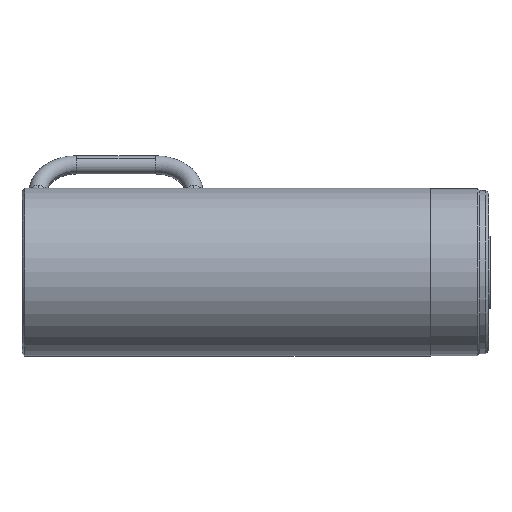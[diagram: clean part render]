
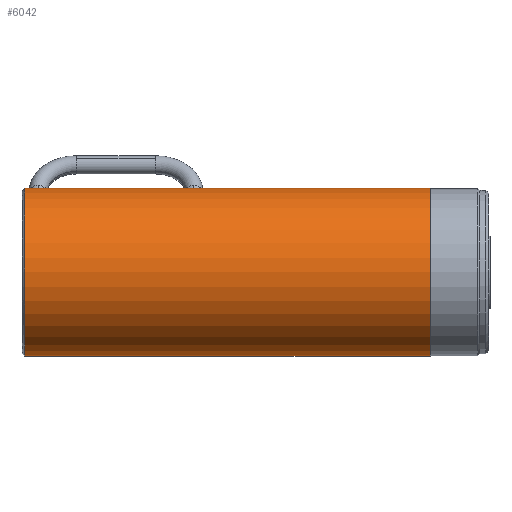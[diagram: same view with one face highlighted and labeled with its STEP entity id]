
A CAD part, front view. The second image highlights one B-rep face of the part: STEP entity #6042.
In plain terms, the highlighted cylindrical face has radius 57.5 mm (diameter 115 mm), a partial arc.
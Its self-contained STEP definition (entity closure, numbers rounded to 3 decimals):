
#271 = LINE ( 'NONE', #9247, #9084 ) ;
#832 = ORIENTED_EDGE ( 'NONE', *, *, #10318, .F. ) ;
#1034 = DIRECTION ( 'NONE',  ( -1., 0., 0. ) ) ;
#1114 = VERTEX_POINT ( 'NONE', #5946 ) ;
#1373 = DIRECTION ( 'NONE',  ( -1., 0., 0. ) ) ;
#1387 = ORIENTED_EDGE ( 'NONE', *, *, #7042, .T. ) ;
#2831 = DIRECTION ( 'NONE',  ( -1., 0., 0. ) ) ;
#2855 = ORIENTED_EDGE ( 'NONE', *, *, #7471, .F. ) ;
#3368 = FACE_OUTER_BOUND ( 'NONE', #4354, .T. ) ;
#3394 = DIRECTION ( 'NONE',  ( -1., 0., 0. ) ) ;
#3688 = CARTESIAN_POINT ( 'NONE',  ( 0., 0., 0. ) ) ;
#4095 = CARTESIAN_POINT ( 'NONE',  ( 279., 0., -57.5 ) ) ;
#4354 = EDGE_LOOP ( 'NONE', ( #832, #1387, #8217, #2855 ) ) ;
#4375 = VECTOR ( 'NONE', #1034, 1000. ) ;
#4616 = VERTEX_POINT ( 'NONE', #4095 ) ;
#4890 = CARTESIAN_POINT ( 'NONE',  ( 279., 0., 57.5 ) ) ;
#4902 = LINE ( 'NONE', #8719, #4375 ) ;
#5609 = VERTEX_POINT ( 'NONE', #7355 ) ;
#5946 = CARTESIAN_POINT ( 'NONE',  ( 2., 0., 57.5 ) ) ;
#6015 = DIRECTION ( 'NONE',  ( -1., 0., 0. ) ) ;
#6042 = ADVANCED_FACE ( 'NONE', ( #3368 ), #7650, .T. ) ;
#6505 = CARTESIAN_POINT ( 'NONE',  ( 2., 0., 0. ) ) ;
#7042 = EDGE_CURVE ( 'NONE', #4616, #10233, #8413, .T. ) ;
#7355 = CARTESIAN_POINT ( 'NONE',  ( 2., 0., -57.5 ) ) ;
#7361 = CIRCLE ( 'NONE', #8129, 57.5 ) ;
#7375 = DIRECTION ( 'NONE',  ( 0., 0., 1. ) ) ;
#7471 = EDGE_CURVE ( 'NONE', #5609, #1114, #7361, .T. ) ;
#7650 = CYLINDRICAL_SURFACE ( 'NONE', #10518, 57.5 ) ;
#8129 = AXIS2_PLACEMENT_3D ( 'NONE', #6505, #1373, #7375 ) ;
#8217 = ORIENTED_EDGE ( 'NONE', *, *, #9479, .T. ) ;
#8413 = CIRCLE ( 'NONE', #10245, 57.5 ) ;
#8490 = CARTESIAN_POINT ( 'NONE',  ( 279., 0., 0. ) ) ;
#8719 = CARTESIAN_POINT ( 'NONE',  ( 0., 0., 57.5 ) ) ;
#8816 = DIRECTION ( 'NONE',  ( 0., 0., 1. ) ) ;
#9084 = VECTOR ( 'NONE', #6015, 1000. ) ;
#9247 = CARTESIAN_POINT ( 'NONE',  ( 0., 0., -57.5 ) ) ;
#9335 = DIRECTION ( 'NONE',  ( 0., 0., 1. ) ) ;
#9479 = EDGE_CURVE ( 'NONE', #10233, #1114, #4902, .T. ) ;
#10233 = VERTEX_POINT ( 'NONE', #4890 ) ;
#10245 = AXIS2_PLACEMENT_3D ( 'NONE', #8490, #3394, #9335 ) ;
#10318 = EDGE_CURVE ( 'NONE', #4616, #5609, #271, .T. ) ;
#10518 = AXIS2_PLACEMENT_3D ( 'NONE', #3688, #2831, #8816 ) ;
